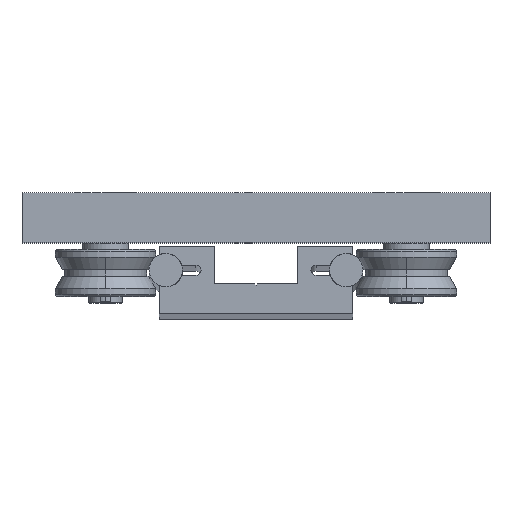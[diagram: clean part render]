
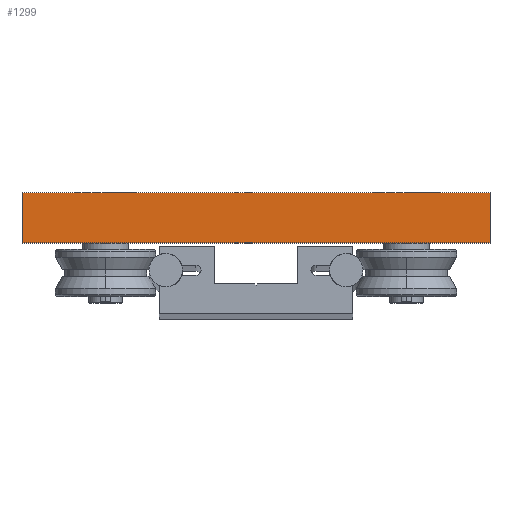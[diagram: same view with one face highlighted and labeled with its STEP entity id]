
A CAD part, top view. The second image highlights one B-rep face of the part: STEP entity #1299.
In plain terms, the highlighted planar face has unit normal (0, 0, 1).
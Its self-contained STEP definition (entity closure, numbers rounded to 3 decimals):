
#1299=ADVANCED_FACE('',(#2582),#2583,.T.);
#2582=FACE_OUTER_BOUND('',#3915,.T.);
#2583=PLANE('',#3916);
#3915=EDGE_LOOP('',(#7007,#7008,#7009,#7010));
#3916=AXIS2_PLACEMENT_3D('',#7011,#7012,#7013);
#7007=ORIENTED_EDGE('',*,*,#8496,.F.);
#7008=ORIENTED_EDGE('',*,*,#8498,.F.);
#7009=ORIENTED_EDGE('',*,*,#8499,.F.);
#7010=ORIENTED_EDGE('',*,*,#8489,.F.);
#7011=CARTESIAN_POINT('',(-70.0,29.5,560.0));
#7012=DIRECTION('',(0.0,-0.0,1.0));
#7013=DIRECTION('',(0.0,1.0,0.0));
#8489=EDGE_CURVE('',#10236,#10231,#10238,.T.);
#8496=EDGE_CURVE('',#10246,#10236,#10248,.T.);
#8498=EDGE_CURVE('',#10250,#10246,#10251,.T.);
#8499=EDGE_CURVE('',#10231,#10250,#10252,.T.);
#10231=VERTEX_POINT('',#12898);
#10236=VERTEX_POINT('',#12905);
#10238=LINE('',#12908,#12909);
#10246=VERTEX_POINT('',#12920);
#10248=LINE('',#12923,#12924);
#10250=VERTEX_POINT('',#12926);
#10251=LINE('',#12927,#12928);
#10252=LINE('',#12929,#12930);
#12898=CARTESIAN_POINT('',(-70.0,22.0,560.0));
#12905=CARTESIAN_POINT('',(70.0,22.0,560.0));
#12908=CARTESIAN_POINT('',(70.0,22.0,560.0));
#12909=VECTOR('',#14494,140.0);
#12920=CARTESIAN_POINT('',(70.0,37.0,560.0));
#12923=CARTESIAN_POINT('',(70.0,37.0,560.0));
#12924=VECTOR('',#14499,15.0);
#12926=CARTESIAN_POINT('',(-70.0,37.0,560.0));
#12927=CARTESIAN_POINT('',(-70.0,37.0,560.0));
#12928=VECTOR('',#14500,140.0);
#12929=CARTESIAN_POINT('',(-70.0,22.0,560.0));
#12930=VECTOR('',#14501,15.0);
#14494=DIRECTION('',(-1.0,0.0,0.0));
#14499=DIRECTION('',(0.0,-1.0,0.0));
#14500=DIRECTION('',(1.0,0.0,0.0));
#14501=DIRECTION('',(0.0,1.0,0.0));
